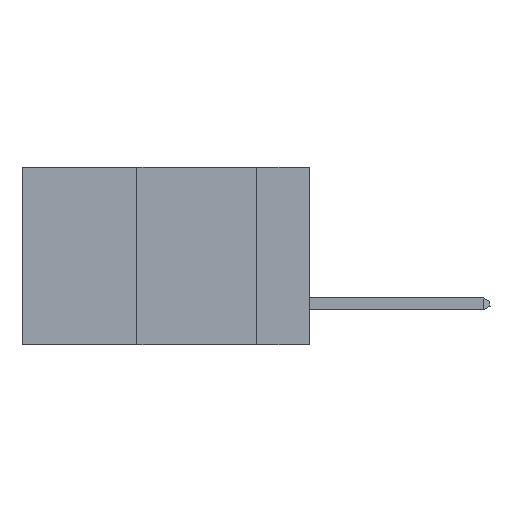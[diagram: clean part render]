
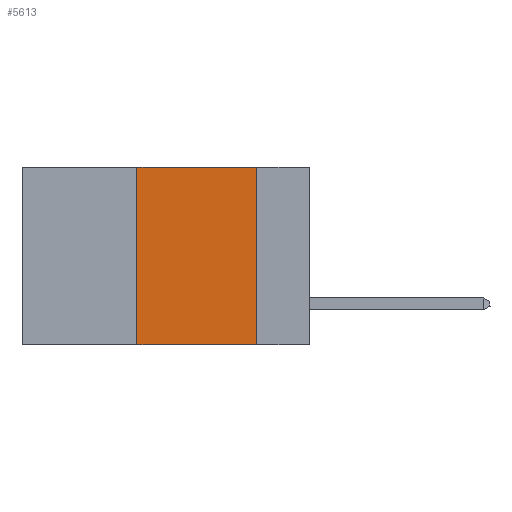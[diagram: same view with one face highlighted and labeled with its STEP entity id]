
A CAD part, left-side view. The second image highlights one B-rep face of the part: STEP entity #5613.
In plain terms, the highlighted planar face has unit normal (-1, 0, 0).
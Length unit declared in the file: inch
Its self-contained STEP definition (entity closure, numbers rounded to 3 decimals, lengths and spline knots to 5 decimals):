
#138 = ORIENTED_EDGE ( 'NONE', *, *, #5979, .F. ) ;
#238 = DIRECTION ( 'NONE',  ( 1., 0., 0. ) ) ;
#449 = DIRECTION ( 'NONE',  ( 0., -1., 0. ) ) ;
#1259 = VERTEX_POINT ( 'NONE', #8198 ) ;
#1262 = CARTESIAN_POINT ( 'NONE',  ( 0., 0.11, -0.37 ) ) ;
#1320 = LINE ( 'NONE', #7258, #3594 ) ;
#2314 = PLANE ( 'NONE',  #5250 ) ;
#2837 = FACE_OUTER_BOUND ( 'NONE', #4371, .T. ) ;
#2917 = ORIENTED_EDGE ( 'NONE', *, *, #8355, .F. ) ;
#3085 = VERTEX_POINT ( 'NONE', #4248 ) ;
#3509 = DIRECTION ( 'NONE',  ( 0., 0., 1. ) ) ;
#3594 = VECTOR ( 'NONE', #7945, 39.37008 ) ;
#4240 = EDGE_CURVE ( 'NONE', #3085, #4416, #5757, .T. ) ;
#4248 = CARTESIAN_POINT ( 'NONE',  ( 0., 0.36, -0.37 ) ) ;
#4371 = EDGE_LOOP ( 'NONE', ( #6647, #2917, #138, #8710 ) ) ;
#4416 = VERTEX_POINT ( 'NONE', #1262 ) ;
#4431 = CARTESIAN_POINT ( 'NONE',  ( 0., 0.6, 0. ) ) ;
#4503 = LINE ( 'NONE', #5797, #8598 ) ;
#4861 = LINE ( 'NONE', #6179, #5949 ) ;
#4879 = EDGE_CURVE ( 'NONE', #1259, #4416, #1320, .T. ) ;
#4899 = VECTOR ( 'NONE', #7269, 39.37008 ) ;
#5192 = VERTEX_POINT ( 'NONE', #6231 ) ;
#5250 = AXIS2_PLACEMENT_3D ( 'NONE', #4431, #238, #7869 ) ;
#5613 = ADVANCED_FACE ( 'NONE', ( #2837 ), #2314, .F. ) ;
#5757 = LINE ( 'NONE', #5818, #4899 ) ;
#5797 = CARTESIAN_POINT ( 'NONE',  ( 0., 0.6, 0. ) ) ;
#5818 = CARTESIAN_POINT ( 'NONE',  ( 0., 0.6, -0.37 ) ) ;
#5949 = VECTOR ( 'NONE', #3509, 39.37008 ) ;
#5979 = EDGE_CURVE ( 'NONE', #3085, #5192, #4861, .T. ) ;
#6179 = CARTESIAN_POINT ( 'NONE',  ( 0., 0.36, 0. ) ) ;
#6231 = CARTESIAN_POINT ( 'NONE',  ( 0., 0.36, 0. ) ) ;
#6647 = ORIENTED_EDGE ( 'NONE', *, *, #4879, .F. ) ;
#7258 = CARTESIAN_POINT ( 'NONE',  ( 0., 0.11, 0. ) ) ;
#7269 = DIRECTION ( 'NONE',  ( 0., -1., 0. ) ) ;
#7869 = DIRECTION ( 'NONE',  ( 0., 0., -1. ) ) ;
#7945 = DIRECTION ( 'NONE',  ( 0., 0., -1. ) ) ;
#8198 = CARTESIAN_POINT ( 'NONE',  ( 0., 0.11, 0. ) ) ;
#8355 = EDGE_CURVE ( 'NONE', #5192, #1259, #4503, .T. ) ;
#8598 = VECTOR ( 'NONE', #449, 39.37008 ) ;
#8710 = ORIENTED_EDGE ( 'NONE', *, *, #4240, .T. ) ;
